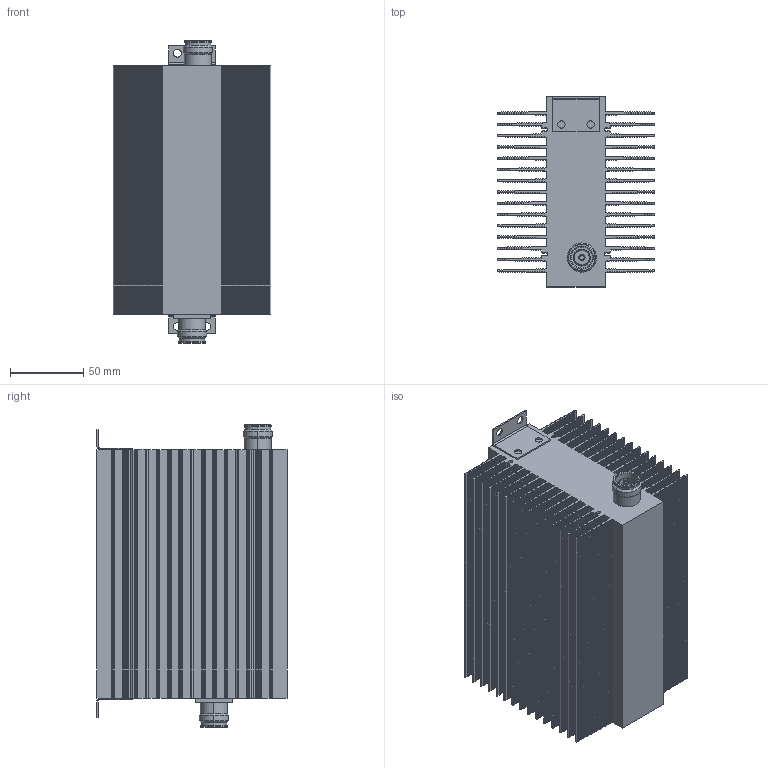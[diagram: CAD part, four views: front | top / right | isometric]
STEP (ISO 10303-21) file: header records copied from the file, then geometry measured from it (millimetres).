
FILE_DESCRIPTION (( 'STEP AP214' ), '1' );
FILE_NAME ('FMAT7485-10_3D.step', '2023-03-14T00:26:23', ( '' ), ( '' ), 'SwSTEP 2.0', 'SolidWorks 2022', '' );
FILE_SCHEMA (( 'AUTOMOTIVE_DESIGN' ));
Length unit declared in the file: inch
Products named in the file (5): Copy of jt-0162-b^FMAT7485-10; Copy of Bracket^FMAT7485-10; FMAT7485-10_3D; Copy (2) of Bracket^FMAT7485-10; Copy of 200W^FMAT7485-10
Assembly tree (5 placements, depth 2):
  FMAT7485-10_3D
    Copy of 200W^FMAT7485-10
    Copy of jt-0162-b^FMAT7485-10  x2
    Copy of Bracket^FMAT7485-10
    Copy (2) of Bracket^FMAT7485-10
Bounding box: 108 x 130 x 207.2 mm (x, y, z)
Volume: 1172747.6 mm3; surface area: 457580.6 mm2
Topology: 5 solids, 5 shells, 3450 faces, 10235 edges, 6810 vertices
Faces by surface type: plane 3287, cylinder 119, cone 36, bspline 8
Entity records: 112255 total; most frequent: CARTESIAN_POINT 20387, ORIENTED_EDGE 20270, DIRECTION 17169, EDGE_CURVE 10135, VECTOR 9905, LINE 9905, VERTEX_POINT 6750, AXIS2_PLACEMENT_3D 3632
